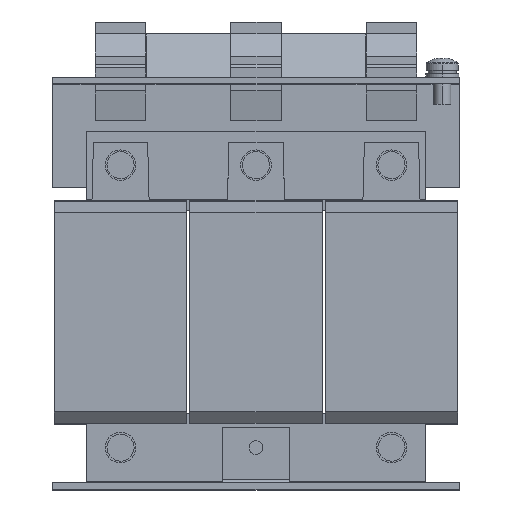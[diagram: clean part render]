
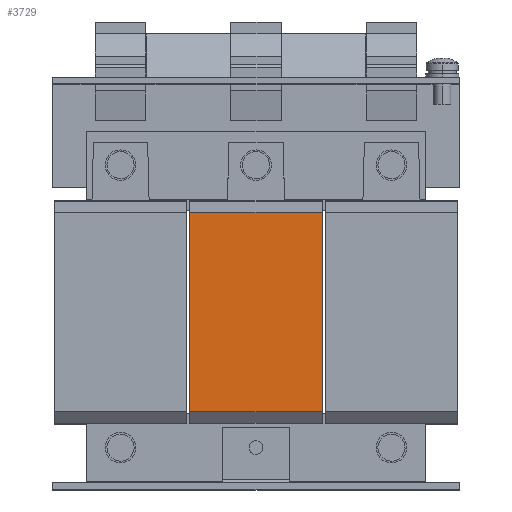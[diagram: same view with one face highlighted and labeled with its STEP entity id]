
A CAD part, top view. The second image highlights one B-rep face of the part: STEP entity #3729.
In plain terms, the highlighted planar face has unit normal (0, 0, 1).
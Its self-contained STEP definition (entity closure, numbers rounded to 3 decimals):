
#586 = ORIENTED_EDGE ( 'NONE', *, *, #13480, .T. ) ;
#2618 = VECTOR ( 'NONE', #22197, 1000. ) ;
#2650 = VECTOR ( 'NONE', #13786, 1000. ) ;
#3034 = EDGE_CURVE ( 'Defeature ausgef�hrt1_207+Defeature ausgef�hrt1_208+Defeature ausgef�hrt1_203+Defeature ausgef�hrt1_202', #7241, #22580, #3204, .T. ) ;
#3171 = LINE ( 'NONE', #4460, #2618 ) ;
#3204 = LINE ( 'NONE', #4921, #2650 ) ;
#3729 = ADVANCED_FACE ( 'Defeature ausgef�hrt1_208', ( #17799 ), #16462, .F. ) ;
#4072 = DIRECTION ( 'NONE',  ( 0., 1., 0. ) ) ;
#4305 = LINE ( 'NONE', #7560, #17016 ) ;
#4460 = CARTESIAN_POINT ( 'NONE',  ( -19.5, -31.2, 27.85 ) ) ;
#4506 = ORIENTED_EDGE ( 'NONE', *, *, #17878, .F. ) ;
#4805 = VERTEX_POINT ( 'NONE', #10076 ) ;
#4921 = CARTESIAN_POINT ( 'NONE',  ( -19.5, 27.8, 27.85 ) ) ;
#5937 = DIRECTION ( 'NONE',  ( 0., 0., -1. ) ) ;
#7241 = VERTEX_POINT ( 'NONE', #13395 ) ;
#7560 = CARTESIAN_POINT ( 'NONE',  ( -19.5, 27.8, 27.85 ) ) ;
#8551 = ORIENTED_EDGE ( 'NONE', *, *, #14432, .T. ) ;
#9765 = CARTESIAN_POINT ( 'NONE',  ( 19.5, 27.8, 27.85 ) ) ;
#10076 = CARTESIAN_POINT ( 'NONE',  ( -19.5, -31.2, 27.85 ) ) ;
#10116 = AXIS2_PLACEMENT_3D ( 'NONE', #20181, #5937, #16541 ) ;
#11784 = CARTESIAN_POINT ( 'NONE',  ( 19.5, -31.2, 27.85 ) ) ;
#12618 = CARTESIAN_POINT ( 'NONE',  ( 19.5, 27.8, 27.85 ) ) ;
#13395 = CARTESIAN_POINT ( 'NONE',  ( -19.5, 27.8, 27.85 ) ) ;
#13480 = EDGE_CURVE ( 'Defeature ausgef�hrt1_208+Defeature ausgef�hrt1_202+Defeature ausgef�hrt1_209+Defeature ausgef�hrt1_207', #20147, #22580, #16483, .T. ) ;
#13786 = DIRECTION ( 'NONE',  ( 1., 0., 0. ) ) ;
#14432 = EDGE_CURVE ( 'Defeature ausgef�hrt1_208+Defeature ausgef�hrt1_209+Defeature ausgef�hrt1_203+Defeature ausgef�hrt1_202', #4805, #20147, #3171, .T. ) ;
#16195 = VECTOR ( 'NONE', #4072, 1000. ) ;
#16462 = PLANE ( 'NONE',  #10116 ) ;
#16483 = LINE ( 'NONE', #12618, #16195 ) ;
#16541 = DIRECTION ( 'NONE',  ( -1., 0., 0. ) ) ;
#16720 = ORIENTED_EDGE ( 'NONE', *, *, #3034, .F. ) ;
#17016 = VECTOR ( 'NONE', #21758, 1000. ) ;
#17799 = FACE_OUTER_BOUND ( 'NONE', #21150, .T. ) ;
#17878 = EDGE_CURVE ( 'Defeature ausgef�hrt1_203+Defeature ausgef�hrt1_208+Defeature ausgef�hrt1_209+Defeature ausgef�hrt1_207', #4805, #7241, #4305, .T. ) ;
#20147 = VERTEX_POINT ( 'NONE', #11784 ) ;
#20181 = CARTESIAN_POINT ( 'NONE',  ( -19.5, 27.8, 27.85 ) ) ;
#21150 = EDGE_LOOP ( 'NONE', ( #586, #16720, #4506, #8551 ) ) ;
#21758 = DIRECTION ( 'NONE',  ( 0., 1., 0. ) ) ;
#22197 = DIRECTION ( 'NONE',  ( 1., 0., 0. ) ) ;
#22580 = VERTEX_POINT ( 'NONE', #9765 ) ;
